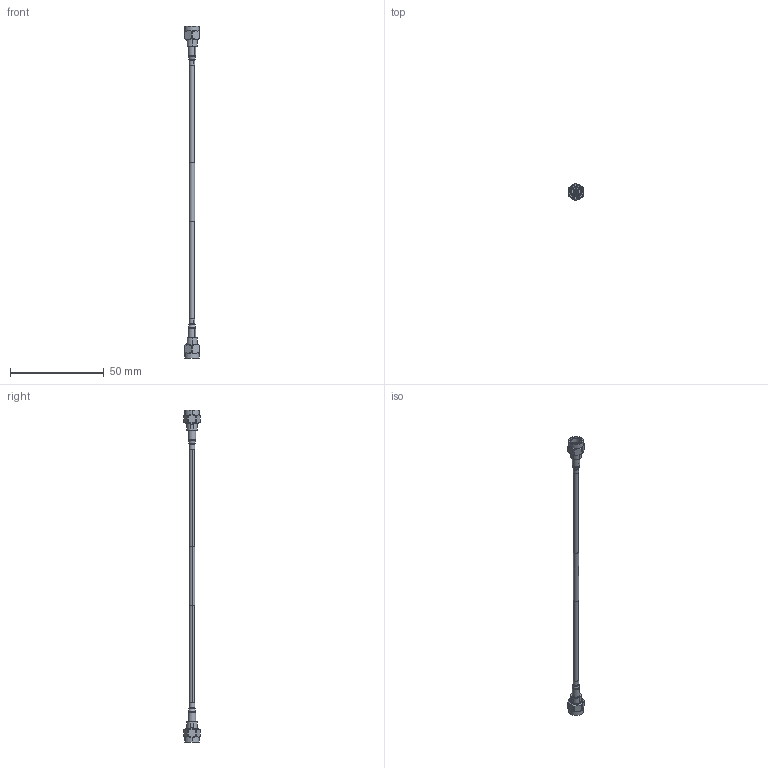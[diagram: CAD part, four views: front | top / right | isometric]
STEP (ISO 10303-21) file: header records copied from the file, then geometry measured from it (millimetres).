
FILE_DESCRIPTION (( 'STEP AP214' ), '1' );
FILE_NAME ('FMCA3242_3D.step', '2023-05-10T07:54:02', ( '' ), ( '' ), 'SwSTEP 2.0', 'SolidWorks 2022', '' );
FILE_SCHEMA (( 'AUTOMOTIVE_DESIGN' ));
Length unit declared in the file: inch
Products named in the file (4): FM-SR086TBJ; FMCN1431; HeatShrink_FMCN1431; FMCA3242_3D
Assembly tree (5 placements, depth 2):
  FMCA3242_3D
    FM-SR086TBJ
    FMCN1431  x2
    HeatShrink_FMCN1431  x2
Bounding box: 7.92 x 8.89 x 176.88 mm (x, y, z)
Volume: 1819.9 mm3; surface area: 2886.6 mm2
Topology: 5 solids, 7 shells, 238 faces, 518 edges, 336 vertices
Faces by surface type: cylinder 138, plane 72, cone 20, torus 8
Entity records: 4322 total; most frequent: CARTESIAN_POINT 678, DIRECTION 676, ORIENTED_EDGE 536, AXIS2_PLACEMENT_3D 292, EDGE_CURVE 268, VERTEX_POINT 174, CIRCLE 160, EDGE_LOOP 158
